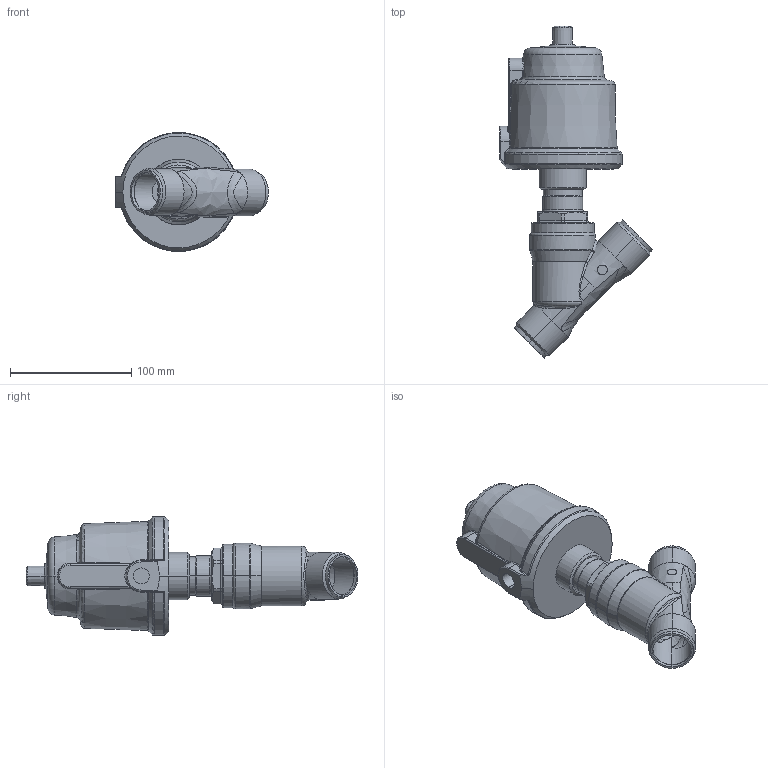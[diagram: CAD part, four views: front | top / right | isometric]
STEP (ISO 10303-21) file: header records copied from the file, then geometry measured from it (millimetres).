
FILE_DESCRIPTION (( 'STEP AP203' ), '1' );
FILE_NAME ('80DN32H25µ¥-DIN11850.2 .STEP', '2023-02-14T06:00:10', ( '' ), ( '' ), 'SwSTEP 2.0', 'SolidWorks 2014', '' );
FILE_SCHEMA (( 'CONFIG_CONTROL_DESIGN' ));
Length unit declared in the file: millimetre
Products named in the file (4): 80DN32H25µ¥-DIN11850.2 ; DN32爾諉概极11850.2; 蟀諉32-12H25; H2000 80ͷ
Assembly tree (3 placements, depth 2):
  80DN32H25µ¥-DIN11850.2 
    H2000 80ͷ
    蟀諉32-12H25
    DN32爾諉概极11850.2
Bounding box: 125.89 x 273.35 x 97.71 mm (x, y, z)
Volume: 703569.9 mm3; surface area: 91435.2 mm2
Topology: 3 solids, 3 shells, 420 faces, 1021 edges, 632 vertices
Faces by surface type: plane 128, bspline 120, cylinder 74, cone 65, torus 31, sphere 2
Entity records: 19891 total; most frequent: CARTESIAN_POINT 10524, ORIENTED_EDGE 2034, DIRECTION 1569, EDGE_CURVE 1017, VERTEX_POINT 632, AXIS2_PLACEMENT_3D 566, EDGE_LOOP 453, LINE 437
